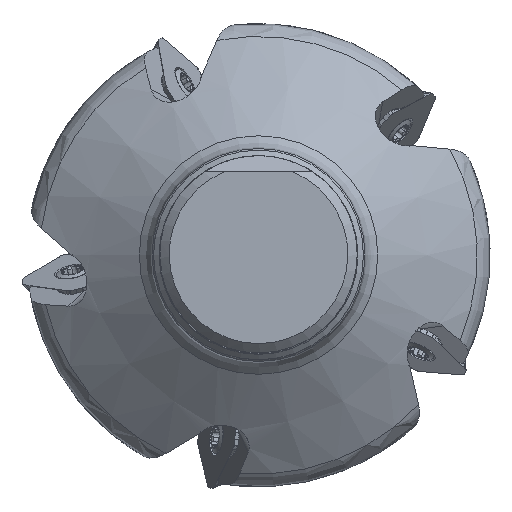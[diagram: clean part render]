
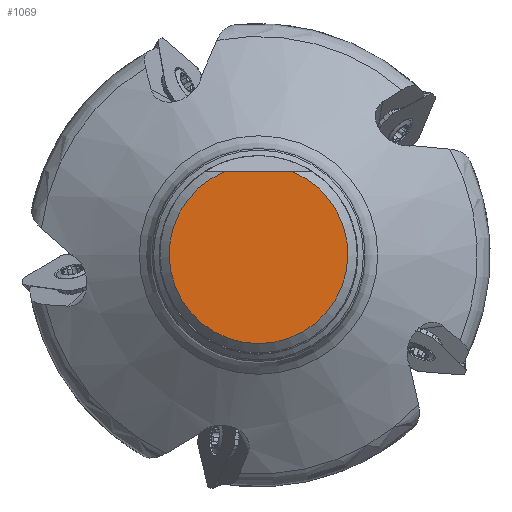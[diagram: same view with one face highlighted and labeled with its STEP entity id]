
A CAD part, top view. The second image highlights one B-rep face of the part: STEP entity #1069.
In plain terms, the highlighted planar face has unit normal (0, 0, 1).
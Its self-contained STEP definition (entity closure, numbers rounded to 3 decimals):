
#563=FACE_OUTER_BOUND('',#2307,.T.);
#1069=ADVANCED_FACE('',(#563),#1523,.T.);
#1523=PLANE('',#10563);
#1852=CIRCLE('',#10562,14.371);
#2307=EDGE_LOOP('',(#4282,#4283));
#4282=ORIENTED_EDGE('',*,*,#8130,.F.);
#4283=ORIENTED_EDGE('',*,*,#8131,.T.);
#6998=VERTEX_POINT('',#16773);
#6999=VERTEX_POINT('',#16774);
#8130=EDGE_CURVE('',#6998,#6999,#9201,.T.);
#8131=EDGE_CURVE('',#6998,#6999,#1852,.T.);
#9201=LINE('',#16772,#9663);
#9663=VECTOR('',#12019,1.);
#10562=AXIS2_PLACEMENT_3D('',#16775,#12020,#12021);
#10563=AXIS2_PLACEMENT_3D('',#16776,#12022,#12023);
#12019=DIRECTION('',(1.,0.,0.));
#12020=DIRECTION('',(0.,0.,1.));
#12021=DIRECTION('',(1.,0.,0.));
#12022=DIRECTION('',(0.,0.,1.));
#12023=DIRECTION('',(1.,0.,0.));
#16772=CARTESIAN_POINT('',(0.,13.289,0.));
#16773=CARTESIAN_POINT('',(-5.471,13.289,0.));
#16774=CARTESIAN_POINT('',(5.471,13.289,0.));
#16775=CARTESIAN_POINT('',(0.,0.,0.));
#16776=CARTESIAN_POINT('',(0.,0.,0.));
